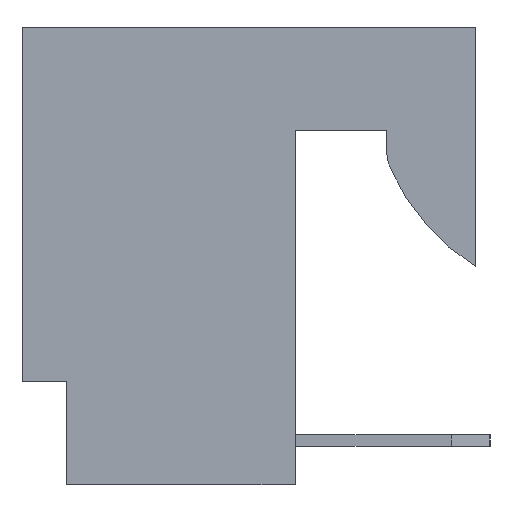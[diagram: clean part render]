
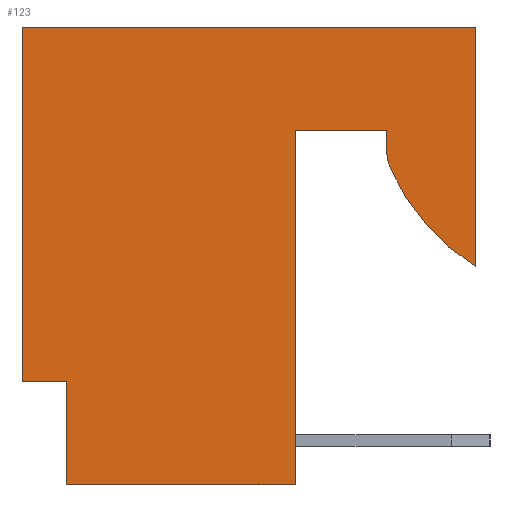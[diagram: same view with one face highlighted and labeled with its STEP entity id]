
A CAD part, left-side view. The second image highlights one B-rep face of the part: STEP entity #123.
In plain terms, the highlighted planar face has unit normal (-1, 0, 0).
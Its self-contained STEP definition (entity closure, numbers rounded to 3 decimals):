
#123=ADVANCED_FACE('',(#920),#921,.F.);
#920=FACE_OUTER_BOUND('',#2414,.T.);
#921=PLANE('',#2415);
#2414=EDGE_LOOP('',(#4188,#4189,#4190,#4191,#4192,#4193,#4194,#4195,#4196,#4197,#4198));
#2415=AXIS2_PLACEMENT_3D('',#4199,#4200,#4201);
#4188=ORIENTED_EDGE('',*,*,#10188,.F.);
#4189=ORIENTED_EDGE('',*,*,#10189,.F.);
#4190=ORIENTED_EDGE('',*,*,#10190,.F.);
#4191=ORIENTED_EDGE('',*,*,#10191,.F.);
#4192=ORIENTED_EDGE('',*,*,#10192,.F.);
#4193=ORIENTED_EDGE('',*,*,#10193,.F.);
#4194=ORIENTED_EDGE('',*,*,#10194,.F.);
#4195=ORIENTED_EDGE('',*,*,#10195,.F.);
#4196=ORIENTED_EDGE('',*,*,#10196,.F.);
#4197=ORIENTED_EDGE('',*,*,#10197,.F.);
#4198=ORIENTED_EDGE('',*,*,#10198,.F.);
#4199=CARTESIAN_POINT('',(-17.729,0.0,0.0));
#4200=DIRECTION('',(1.0,0.0,0.0));
#4201=DIRECTION('',(0.0,1.0,0.0));
#10188=EDGE_CURVE('',#12498,#12499,#12500,.T.);
#10189=EDGE_CURVE('',#12501,#12498,#12502,.T.);
#10190=EDGE_CURVE('',#12503,#12501,#12504,.T.);
#10191=EDGE_CURVE('',#12505,#12503,#12506,.T.);
#10192=EDGE_CURVE('',#12507,#12505,#12508,.T.);
#10193=EDGE_CURVE('',#12509,#12507,#12510,.T.);
#10194=EDGE_CURVE('',#12511,#12509,#12512,.T.);
#10195=EDGE_CURVE('',#12513,#12511,#12514,.T.);
#10196=EDGE_CURVE('',#12515,#12513,#12516,.T.);
#10197=EDGE_CURVE('',#12517,#12515,#12518,.T.);
#10198=EDGE_CURVE('',#12499,#12517,#12519,.T.);
#12498=VERTEX_POINT('',#15918);
#12499=VERTEX_POINT('',#15919);
#12500=LINE('',#15920,#15921);
#12501=VERTEX_POINT('',#15922);
#12502=LINE('',#15923,#15924);
#12503=VERTEX_POINT('',#15925);
#12504=LINE('',#15926,#15927);
#12505=VERTEX_POINT('',#15928);
#12506=LINE('',#15929,#15930);
#12507=VERTEX_POINT('',#15931);
#12508=LINE('',#15932,#15933);
#12509=VERTEX_POINT('',#15934);
#12510=LINE('',#15935,#15936);
#12511=VERTEX_POINT('',#15937);
#12512=LINE('',#15938,#15939);
#12513=VERTEX_POINT('',#15940);
#12514=LINE('',#15941,#15942);
#12515=VERTEX_POINT('',#15943);
#12516=CIRCLE('',#15944,0.762);
#12517=VERTEX_POINT('',#15945);
#12518=CIRCLE('',#15946,3.81);
#12519=LINE('',#15947,#15948);
#15918=CARTESIAN_POINT('',(-17.729,7.798,0.0));
#15919=CARTESIAN_POINT('',(-17.729,0.0,0.0));
#15920=CARTESIAN_POINT('',(-17.729,7.798,0.0));
#15921=VECTOR('',#20744,7.798);
#15922=CARTESIAN_POINT('',(-17.729,7.798,-6.096));
#15923=CARTESIAN_POINT('',(-17.729,7.798,-6.096));
#15924=VECTOR('',#20745,6.096);
#15925=CARTESIAN_POINT('',(-17.729,7.036,-6.096));
#15926=CARTESIAN_POINT('',(-17.729,7.036,-6.096));
#15927=VECTOR('',#20746,0.762);
#15928=CARTESIAN_POINT('',(-17.729,7.036,-7.874));
#15929=CARTESIAN_POINT('',(-17.729,7.036,-7.874));
#15930=VECTOR('',#20747,1.778);
#15931=CARTESIAN_POINT('',(-17.729,3.099,-7.874));
#15932=CARTESIAN_POINT('',(-17.729,3.099,-7.874));
#15933=VECTOR('',#20748,3.937);
#15934=CARTESIAN_POINT('',(-17.729,3.099,-1.778));
#15935=CARTESIAN_POINT('',(-17.729,3.099,-1.778));
#15936=VECTOR('',#20749,6.096);
#15937=CARTESIAN_POINT('',(-17.729,1.524,-1.778));
#15938=CARTESIAN_POINT('',(-17.729,1.524,-1.778));
#15939=VECTOR('',#20750,1.575);
#15940=CARTESIAN_POINT('',(-17.729,1.524,-2.125));
#15941=CARTESIAN_POINT('',(-17.729,1.524,-2.125));
#15942=VECTOR('',#20751,0.347);
#15943=CARTESIAN_POINT('',(-17.729,1.459,-2.434));
#15944=AXIS2_PLACEMENT_3D('',#20752,#20753,#20754);
#15945=CARTESIAN_POINT('',(-17.729,0.0,-4.117));
#15946=AXIS2_PLACEMENT_3D('',#20755,#20756,#20757);
#15947=CARTESIAN_POINT('',(-17.729,0.0,0.0));
#15948=VECTOR('',#20758,4.117);
#20744=DIRECTION('',(0.0,-1.0,0.0));
#20745=DIRECTION('',(0.0,0.0,1.0));
#20746=DIRECTION('',(0.0,1.0,0.0));
#20747=DIRECTION('',(0.0,0.0,1.0));
#20748=DIRECTION('',(0.0,1.0,0.0));
#20749=DIRECTION('',(0.0,0.0,-1.0));
#20750=DIRECTION('',(0.0,1.0,0.0));
#20751=DIRECTION('',(0.0,0.0,1.0));
#20752=CARTESIAN_POINT('',(-17.729,0.762,-2.125));
#20753=DIRECTION('',(1.0,0.0,0.0));
#20754=DIRECTION('',(0.0,0.914,-0.405));
#20755=CARTESIAN_POINT('',(-17.729,-2.024,-0.889));
#20756=DIRECTION('',(1.0,0.0,0.0));
#20757=DIRECTION('',(0.0,0.531,-0.847));
#20758=DIRECTION('',(0.0,0.0,-1.0));
